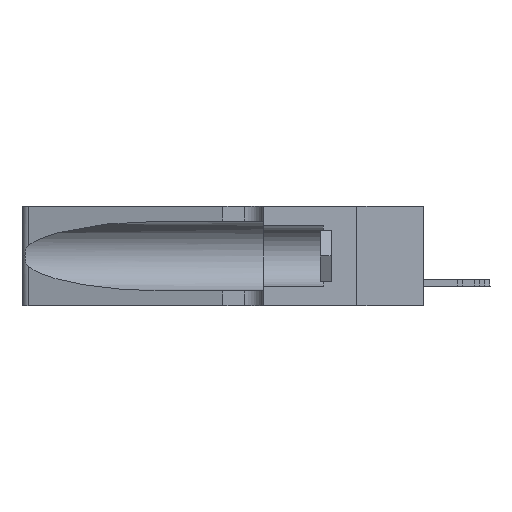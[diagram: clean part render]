
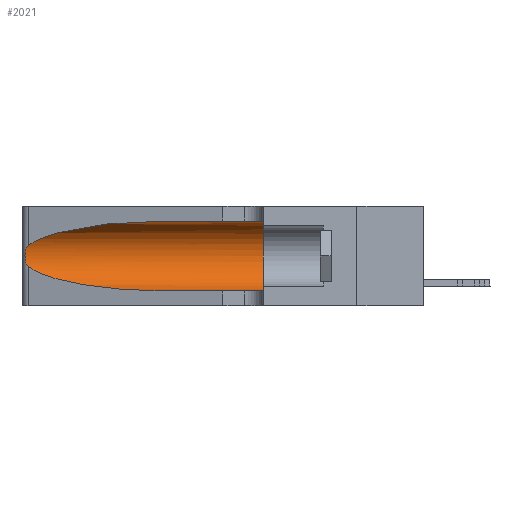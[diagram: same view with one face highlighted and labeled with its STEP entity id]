
A CAD part, left-side view. The second image highlights one B-rep face of the part: STEP entity #2021.
In plain terms, the highlighted cylindrical face has radius 3.308 mm (diameter 6.617 mm), a partial arc.
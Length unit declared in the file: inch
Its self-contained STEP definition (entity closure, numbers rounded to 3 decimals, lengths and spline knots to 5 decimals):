
#173 =( BOUNDED_CURVE ( )  B_SPLINE_CURVE ( 3, ( #39831, #29961, #10192, #36365 ),
 .UNSPECIFIED., .F., .F. ) 
 B_SPLINE_CURVE_WITH_KNOTS ( ( 4, 4 ),
 ( 3.44316, 4.71239 ),
 .UNSPECIFIED. ) 
 CURVE ( )  GEOMETRIC_REPRESENTATION_ITEM ( )  RATIONAL_B_SPLINE_CURVE ( ( 1., 0.87, 0.87, 1. ) ) 
 REPRESENTATION_ITEM ( '' )  );
#975 = VERTEX_POINT ( 'NONE', #26346 ) ;
#2021 = ADVANCED_FACE ( 'NONE', ( #5176 ), #20821, .F. ) ;
#2098 = DIRECTION ( 'NONE',  ( 0., -1., 0. ) ) ;
#4192 = CARTESIAN_POINT ( 'NONE',  ( 0.26075, 1.23896, 0.178 ) ) ;
#4219 = VECTOR ( 'NONE', #34538, 39.37008 ) ;
#4443 = CARTESIAN_POINT ( 'NONE',  ( 0.1305, 0.72297, 0.05475 ) ) ;
#4823 = ORIENTED_EDGE ( 'NONE', *, *, #42383, .T. ) ;
#5176 = FACE_OUTER_BOUND ( 'NONE', #6276, .T. ) ;
#5213 =( BOUNDED_CURVE ( )  B_SPLINE_CURVE ( 3, ( #37364, #7955, #14422, #17579 ),
 .UNSPECIFIED., .F., .T. ) 
 B_SPLINE_CURVE_WITH_KNOTS ( ( 4, 4 ),
 ( 1.5708, 2.84003 ),
 .UNSPECIFIED. ) 
 CURVE ( )  GEOMETRIC_REPRESENTATION_ITEM ( )  RATIONAL_B_SPLINE_CURVE ( ( 1., 0.87, 0.87, 1. ) ) 
 REPRESENTATION_ITEM ( '' )  );
#5711 = AXIS2_PLACEMENT_3D ( 'NONE', #31049, #11280, #34404 ) ;
#6186 = CARTESIAN_POINT ( 'NONE',  ( 0.1305, 0.72297, 0.31525 ) ) ;
#6276 = EDGE_LOOP ( 'NONE', ( #14046, #35816, #36469, #4823, #32128, #15575 ) ) ;
#7506 = VERTEX_POINT ( 'NONE', #29541 ) ;
#7542 = CARTESIAN_POINT ( 'NONE',  ( 0.25787, 1.23484, 0.2124 ) ) ;
#7690 = CARTESIAN_POINT ( 'NONE',  ( 0.26018, 1.23835, 0.19895 ) ) ;
#7955 = CARTESIAN_POINT ( 'NONE',  ( 0.18966, 0.96281, 0.31525 ) ) ;
#8423 = CIRCLE ( 'NONE', #5711, 0.13025 ) ;
#10113 = EDGE_CURVE ( 'NONE', #21341, #7506, #5213, .T. ) ;
#10192 = CARTESIAN_POINT ( 'NONE',  ( 0.18966, 0.96281, 0.05475 ) ) ;
#10518 = EDGE_CURVE ( 'NONE', #21341, #34424, #22890, .T. ) ;
#10943 = CARTESIAN_POINT ( 'NONE',  ( 0.25856, 1.23593, 0.16098 ) ) ;
#11280 = DIRECTION ( 'NONE',  ( 0., 1., 0. ) ) ;
#13038 = DIRECTION ( 'NONE',  ( 0., 0., -1. ) ) ;
#14046 = ORIENTED_EDGE ( 'NONE', *, *, #10113, .T. ) ;
#14174 = CARTESIAN_POINT ( 'NONE',  ( 0.25854, 1.2359, 0.20912 ) ) ;
#14310 = CARTESIAN_POINT ( 'NONE',  ( 0.25639, 1.23186, 0.15144 ) ) ;
#14422 = CARTESIAN_POINT ( 'NONE',  ( 0.2373, 1.15595, 0.28018 ) ) ;
#15575 = ORIENTED_EDGE ( 'NONE', *, *, #10518, .F. ) ;
#16763 = LINE ( 'NONE', #31202, #4219 ) ;
#17579 = CARTESIAN_POINT ( 'NONE',  ( 0.25487, 1.22718, 0.22369 ) ) ;
#18332 = CARTESIAN_POINT ( 'NONE',  ( 0.25487, 1.22718, 0.14631 ) ) ;
#20794 = CARTESIAN_POINT ( 'NONE',  ( 0.26075, 1.23896, 0.19203 ) ) ;
#20821 = CYLINDRICAL_SURFACE ( 'NONE', #23466, 0.13025 ) ;
#21341 = VERTEX_POINT ( 'NONE', #6186 ) ;
#22029 = EDGE_CURVE ( 'NONE', #7506, #975, #36832, .T. ) ;
#22890 = LINE ( 'NONE', #40659, #34768 ) ;
#23466 = AXIS2_PLACEMENT_3D ( 'NONE', #32931, #39867, #13038 ) ;
#26346 = CARTESIAN_POINT ( 'NONE',  ( 0.25487, 1.22718, 0.14631 ) ) ;
#27326 = EDGE_CURVE ( 'NONE', #975, #33094, #173, .T. ) ;
#27404 = CARTESIAN_POINT ( 'NONE',  ( 0.26017, 1.23833, 0.17102 ) ) ;
#28635 = VERTEX_POINT ( 'NONE', #41169 ) ;
#28728 = CARTESIAN_POINT ( 'NONE',  ( 0.1305, 0.35, 0.31525 ) ) ;
#29541 = CARTESIAN_POINT ( 'NONE',  ( 0.25487, 1.22718, 0.22369 ) ) ;
#29961 = CARTESIAN_POINT ( 'NONE',  ( 0.2373, 1.15595, 0.08982 ) ) ;
#30847 = CARTESIAN_POINT ( 'NONE',  ( 0.25555, 1.22993, 0.14849 ) ) ;
#31049 = CARTESIAN_POINT ( 'NONE',  ( 0.1305, 0.35, 0.185 ) ) ;
#31202 = CARTESIAN_POINT ( 'NONE',  ( 0.1305, 1.61858, 0.05475 ) ) ;
#32128 = ORIENTED_EDGE ( 'NONE', *, *, #42401, .F. ) ;
#32931 = CARTESIAN_POINT ( 'NONE',  ( 0.1305, 1.61858, 0.185 ) ) ;
#33094 = VERTEX_POINT ( 'NONE', #4443 ) ;
#33776 = CARTESIAN_POINT ( 'NONE',  ( 0.25487, 1.22718, 0.22369 ) ) ;
#33913 = CARTESIAN_POINT ( 'NONE',  ( 0.25639, 1.23184, 0.21858 ) ) ;
#34053 = CARTESIAN_POINT ( 'NONE',  ( 0.25789, 1.23486, 0.15765 ) ) ;
#34404 = DIRECTION ( 'NONE',  ( 0., 0., 1. ) ) ;
#34424 = VERTEX_POINT ( 'NONE', #28728 ) ;
#34538 = DIRECTION ( 'NONE',  ( 0., -1., 0. ) ) ;
#34768 = VECTOR ( 'NONE', #2098, 39.37008 ) ;
#35816 = ORIENTED_EDGE ( 'NONE', *, *, #22029, .T. ) ;
#36365 = CARTESIAN_POINT ( 'NONE',  ( 0.1305, 0.72297, 0.05475 ) ) ;
#36469 = ORIENTED_EDGE ( 'NONE', *, *, #27326, .T. ) ;
#36832 = B_SPLINE_CURVE_WITH_KNOTS ( 'NONE', 3,
 ( #33776, #40730, #33913, #7542, #14174, #7690, #20794, #4192, #27404, #10943, #34053, #14310, #30847, #18332 ),
 .UNSPECIFIED., .F., .F.,
 ( 4, 2, 2, 2, 2, 2, 4 ),
 ( 0., 0.00027, 0.00053, 0.00107, 0.0016, 0.00187, 0.00214 ),
 .UNSPECIFIED. ) ;
#37364 = CARTESIAN_POINT ( 'NONE',  ( 0.1305, 0.72297, 0.31525 ) ) ;
#39831 = CARTESIAN_POINT ( 'NONE',  ( 0.25487, 1.22718, 0.14631 ) ) ;
#39867 = DIRECTION ( 'NONE',  ( 0., -1., 0. ) ) ;
#40659 = CARTESIAN_POINT ( 'NONE',  ( 0.1305, 1.61858, 0.31525 ) ) ;
#40730 = CARTESIAN_POINT ( 'NONE',  ( 0.25555, 1.22994, 0.2215 ) ) ;
#41169 = CARTESIAN_POINT ( 'NONE',  ( 0.1305, 0.35, 0.05475 ) ) ;
#42383 = EDGE_CURVE ( 'NONE', #33094, #28635, #16763, .T. ) ;
#42401 = EDGE_CURVE ( 'NONE', #34424, #28635, #8423, .T. ) ;
